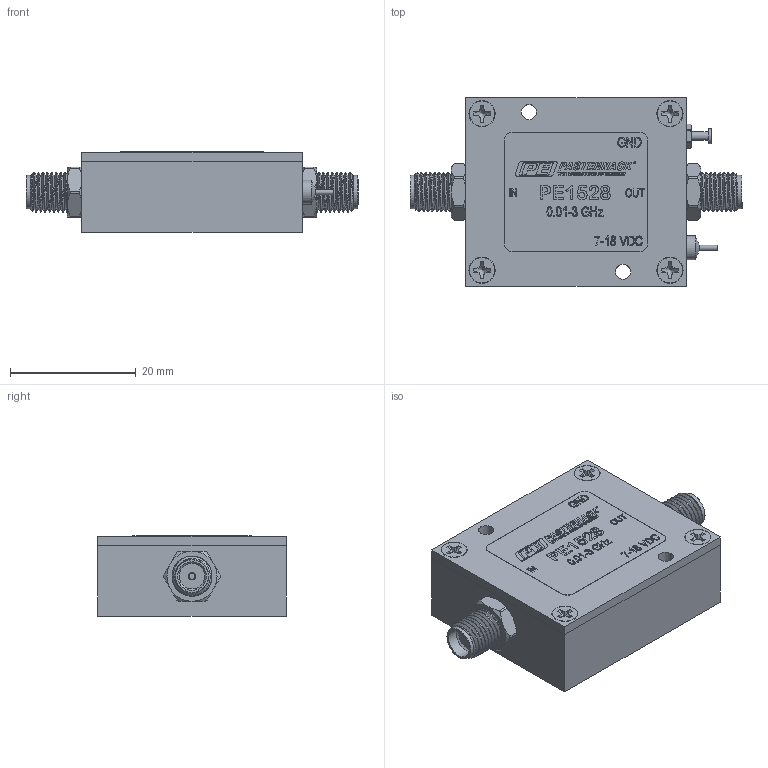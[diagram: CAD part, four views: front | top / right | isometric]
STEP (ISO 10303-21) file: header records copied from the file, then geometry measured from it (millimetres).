
FILE_DESCRIPTION (( 'STEP AP203' ), '1' );
FILE_NAME ('PE1528_3D.step', '2021-12-08T20:48:32', ( '' ), ( '' ), 'SwSTEP 2.0', 'SolidWorks 2021', '' );
FILE_SCHEMA (( 'CONFIG_CONTROL_DESIGN' ));
Products named in the file (1): PE1528_3D
Bounding box: 52.83 x 29.97 x 12.75 mm (x, y, z)
Volume: 13749.9 mm3; surface area: 6118.9 mm2
Topology: 10 solids, 10 shells, 1162 faces, 3044 edges, 2015 vertices
Faces by surface type: plane 683, bspline 297, cylinder 123, cone 57, torus 2
Full cylindrical faces by diameter (mm): 0.289 x1, 0.296 x1, 0.813 x1, 0.831 x1, 0.94 x2, 1.194 x4, 1.339 x1, 1.727 x3, 2.413 x3, 3.813 x1, 4.166 x4, 4.572 x2, 5.335 x2
Entity records: 55239 total; most frequent: CARTESIAN_POINT 28902, ORIENTED_EDGE 5974, DIRECTION 4276, EDGE_CURVE 2987, VERTEX_POINT 2001, LINE 1906, VECTOR 1906, EDGE_LOOP 1322
